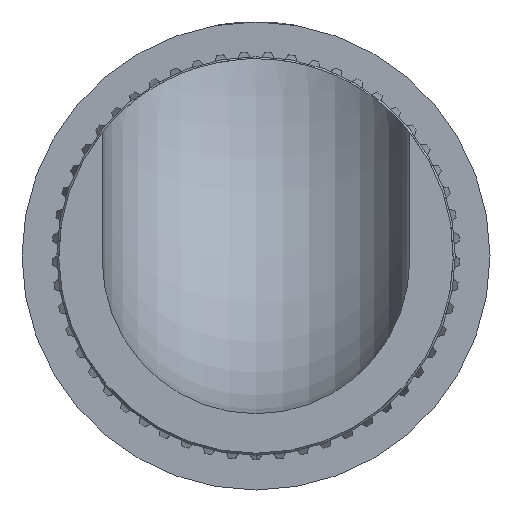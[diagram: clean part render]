
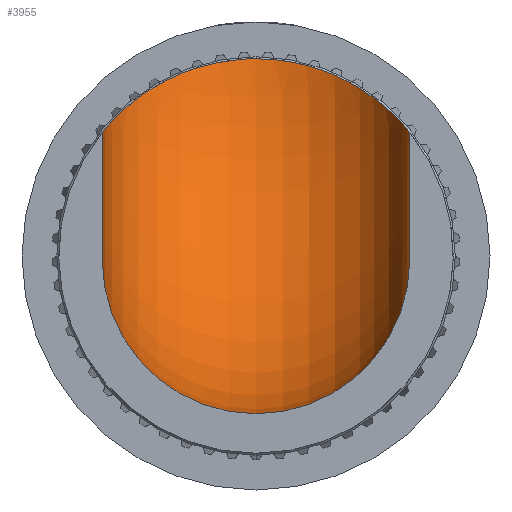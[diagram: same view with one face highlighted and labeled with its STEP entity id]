
A CAD part, front view. The second image highlights one B-rep face of the part: STEP entity #3955.
In plain terms, the highlighted toroidal (fillet/blend) face has major radius 1.85 mm and minor radius 1.15 mm.
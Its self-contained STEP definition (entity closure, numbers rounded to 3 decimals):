
#40 = CARTESIAN_POINT ( 'NONE',  ( -0.174, -12.6, 1.475 ) ) ;
#99 = CARTESIAN_POINT ( 'NONE',  ( 0.951, -13.161, 1.134 ) ) ;
#101 = CARTESIAN_POINT ( 'NONE',  ( 0., -12.6, 1.475 ) ) ;
#259 = CARTESIAN_POINT ( 'NONE',  ( 0.806, -12.97, 1.237 ) ) ;
#572 = CARTESIAN_POINT ( 'NONE',  ( -0.631, -12.807, 1.335 ) ) ;
#670 = VERTEX_POINT ( 'NONE', #101 ) ;
#907 = B_SPLINE_CURVE_WITH_KNOTS ( 'NONE', 3,
 ( #8890, #3733, #1940, #9988, #2140, #2261, #259, #99, #2098, #10151, #9184, #10194, #11839, #2914 ),
 .UNSPECIFIED., .F., .F.,
 ( 4, 2, 2, 2, 2, 2, 4 ),
 ( 0.005, 0.005, 0.006, 0.006, 0.006, 0.007, 0.007 ),
 .UNSPECIFIED. ) ;
#1335 = DIRECTION ( 'NONE',  ( 0., -1., 0. ) ) ;
#1380 = AXIS2_PLACEMENT_3D ( 'NONE', #7502, #12745, #4591 ) ;
#1498 = VERTEX_POINT ( 'NONE', #7949 ) ;
#1504 = CARTESIAN_POINT ( 'NONE',  ( -1.15, -15.58, -0.03 ) ) ;
#1529 = CARTESIAN_POINT ( 'NONE',  ( -1.15, -13.875, 0.924 ) ) ;
#1577 = CARTESIAN_POINT ( 'NONE',  ( -0.344, -12.644, 1.443 ) ) ;
#1940 = CARTESIAN_POINT ( 'NONE',  ( 0.345, -12.645, 1.442 ) ) ;
#2096 = CARTESIAN_POINT ( 'NONE',  ( 0., -15.58, 1.82 ) ) ;
#2098 = CARTESIAN_POINT ( 'NONE',  ( 1.022, -13.305, 1.066 ) ) ;
#2140 = CARTESIAN_POINT ( 'NONE',  ( 0.631, -12.808, 1.335 ) ) ;
#2261 = CARTESIAN_POINT ( 'NONE',  ( 0.752, -12.912, 1.271 ) ) ;
#2308 = CIRCLE ( 'NONE', #7287, 1.15 ) ;
#2372 = ORIENTED_EDGE ( 'NONE', *, *, #5039, .F. ) ;
#2445 = CARTESIAN_POINT ( 'NONE',  ( -1.15, -13.962, 0.924 ) ) ;
#2514 = VERTEX_POINT ( 'NONE', #1504 ) ;
#2914 = CARTESIAN_POINT ( 'NONE',  ( 1.15, -13.962, 0.924 ) ) ;
#3011 = B_SPLINE_CURVE_WITH_KNOTS ( 'NONE', 3,
 ( #2445, #1529, #10381, #8581, #5322, #8404, #11624, #9572, #6586, #572, #7598, #1577, #40, #8496 ),
 .UNSPECIFIED., .F., .F.,
 ( 4, 2, 2, 2, 2, 2, 4 ),
 ( 0.003, 0.003, 0.003, 0.004, 0.004, 0.004, 0.005 ),
 .UNSPECIFIED. ) ;
#3177 = EDGE_CURVE ( 'NONE', #5092, #6392, #11629, .T. ) ;
#3218 = CARTESIAN_POINT ( 'NONE',  ( 1.15, -13.962, 0.924 ) ) ;
#3317 = EDGE_CURVE ( 'NONE', #2514, #1498, #2308, .T. ) ;
#3622 = EDGE_LOOP ( 'NONE', ( #9570, #11887, #9377, #4487, #2372, #5610 ) ) ;
#3733 = CARTESIAN_POINT ( 'NONE',  ( 0.174, -12.6, 1.475 ) ) ;
#3762 = DIRECTION ( 'NONE',  ( 0., -1., 0. ) ) ;
#3914 = DIRECTION ( 'NONE',  ( 0., 0., 1. ) ) ;
#3955 = ADVANCED_FACE ( 'NONE', ( #7337 ), #5256, .F. ) ;
#4059 = DIRECTION ( 'NONE',  ( 0., 0., 1. ) ) ;
#4487 = ORIENTED_EDGE ( 'NONE', *, *, #3177, .F. ) ;
#4591 = DIRECTION ( 'NONE',  ( 0., 0., 1. ) ) ;
#4821 = CARTESIAN_POINT ( 'NONE',  ( -1.15, -13.962, 0.924 ) ) ;
#4850 = CARTESIAN_POINT ( 'NONE',  ( 0., -15.58, -0.03 ) ) ;
#4884 = EDGE_CURVE ( 'NONE', #10474, #670, #3011, .T. ) ;
#5010 = CARTESIAN_POINT ( 'NONE',  ( -1.15, -15.58, 1.82 ) ) ;
#5014 = AXIS2_PLACEMENT_3D ( 'NONE', #7366, #1335, #8387 ) ;
#5039 = EDGE_CURVE ( 'NONE', #670, #5092, #907, .T. ) ;
#5092 = VERTEX_POINT ( 'NONE', #3218 ) ;
#5256 = TOROIDAL_SURFACE ( 'NONE', #7511, 1.85, 1.15 ) ;
#5322 = CARTESIAN_POINT ( 'NONE',  ( -1.096, -13.539, 0.987 ) ) ;
#5610 = ORIENTED_EDGE ( 'NONE', *, *, #4884, .F. ) ;
#6303 = CIRCLE ( 'NONE', #5014, 1.15 ) ;
#6392 = VERTEX_POINT ( 'NONE', #12662 ) ;
#6586 = CARTESIAN_POINT ( 'NONE',  ( -0.752, -12.912, 1.271 ) ) ;
#7269 = CIRCLE ( 'NONE', #9573, 1.85 ) ;
#7287 = AXIS2_PLACEMENT_3D ( 'NONE', #4850, #3762, #11805 ) ;
#7337 = FACE_OUTER_BOUND ( 'NONE', #3622, .T. ) ;
#7366 = CARTESIAN_POINT ( 'NONE',  ( 0., -15.58, -0.03 ) ) ;
#7502 = CARTESIAN_POINT ( 'NONE',  ( 1.15, -15.58, 1.82 ) ) ;
#7511 = AXIS2_PLACEMENT_3D ( 'NONE', #2096, #10024, #4059 ) ;
#7598 = CARTESIAN_POINT ( 'NONE',  ( -0.563, -12.76, 1.366 ) ) ;
#7949 = CARTESIAN_POINT ( 'NONE',  ( 0., -15.58, -1.18 ) ) ;
#8345 = EDGE_CURVE ( 'NONE', #1498, #6392, #6303, .T. ) ;
#8387 = DIRECTION ( 'NONE',  ( 0., 0., -1. ) ) ;
#8404 = CARTESIAN_POINT ( 'NONE',  ( -1.021, -13.303, 1.067 ) ) ;
#8496 = CARTESIAN_POINT ( 'NONE',  ( 0., -12.6, 1.475 ) ) ;
#8581 = CARTESIAN_POINT ( 'NONE',  ( -1.116, -13.621, 0.965 ) ) ;
#8642 = EDGE_CURVE ( 'NONE', #10474, #2514, #7269, .T. ) ;
#8890 = CARTESIAN_POINT ( 'NONE',  ( 0., -12.6, 1.475 ) ) ;
#9184 = CARTESIAN_POINT ( 'NONE',  ( 1.116, -13.621, 0.965 ) ) ;
#9377 = ORIENTED_EDGE ( 'NONE', *, *, #8345, .T. ) ;
#9570 = ORIENTED_EDGE ( 'NONE', *, *, #8642, .T. ) ;
#9572 = CARTESIAN_POINT ( 'NONE',  ( -0.805, -12.97, 1.237 ) ) ;
#9573 = AXIS2_PLACEMENT_3D ( 'NONE', #5010, #12100, #3914 ) ;
#9988 = CARTESIAN_POINT ( 'NONE',  ( 0.564, -12.761, 1.365 ) ) ;
#10024 = DIRECTION ( 'NONE',  ( -1., 0., 0. ) ) ;
#10151 = CARTESIAN_POINT ( 'NONE',  ( 1.097, -13.54, 0.987 ) ) ;
#10194 = CARTESIAN_POINT ( 'NONE',  ( 1.143, -13.788, 0.933 ) ) ;
#10381 = CARTESIAN_POINT ( 'NONE',  ( -1.142, -13.788, 0.933 ) ) ;
#10474 = VERTEX_POINT ( 'NONE', #4821 ) ;
#11624 = CARTESIAN_POINT ( 'NONE',  ( -0.951, -13.16, 1.134 ) ) ;
#11629 = CIRCLE ( 'NONE', #1380, 1.85 ) ;
#11805 = DIRECTION ( 'NONE',  ( 0., 0., -1. ) ) ;
#11839 = CARTESIAN_POINT ( 'NONE',  ( 1.15, -13.875, 0.924 ) ) ;
#11887 = ORIENTED_EDGE ( 'NONE', *, *, #3317, .T. ) ;
#12100 = DIRECTION ( 'NONE',  ( -1., 0., 0. ) ) ;
#12662 = CARTESIAN_POINT ( 'NONE',  ( 1.15, -15.58, -0.03 ) ) ;
#12745 = DIRECTION ( 'NONE',  ( -1., 0., 0. ) ) ;
